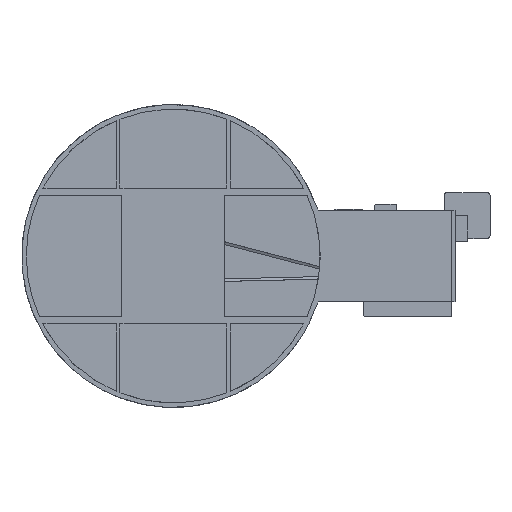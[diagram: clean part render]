
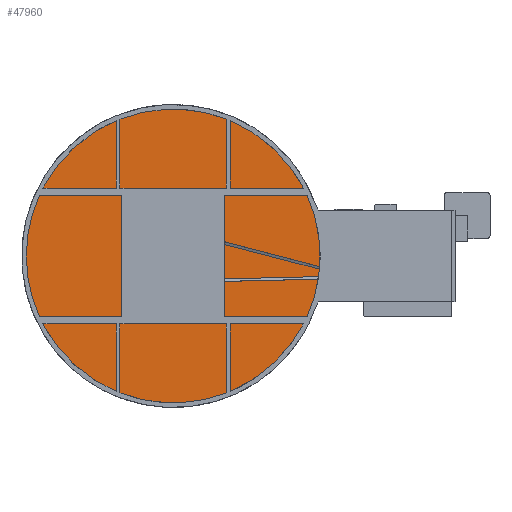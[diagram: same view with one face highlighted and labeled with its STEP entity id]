
A CAD part, front view. The second image highlights one B-rep face of the part: STEP entity #47960.
In plain terms, the highlighted free-form (B-spline) face has degree [1, 1] with [2, 2] control points.
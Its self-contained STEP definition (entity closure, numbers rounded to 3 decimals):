
#47667 = EDGE_CURVE('',#47668,#47668,#47670,.T.);
#47668 = VERTEX_POINT('',#47669);
#47669 = CARTESIAN_POINT('',(-262.611,129.199,
    -234.14));
#47670 = ( BOUNDED_CURVE() B_SPLINE_CURVE(2,(#47671,#47672,#47673,#47674
    ,#47675,#47676,#47677),.UNSPECIFIED.,.T.,.F.) 
B_SPLINE_CURVE_WITH_KNOTS((1,2,2,2,2,1),(-2.094,0.,
    2.094,4.189,6.283,8.378),
.UNSPECIFIED.) CURVE() GEOMETRIC_REPRESENTATION_ITEM() 
RATIONAL_B_SPLINE_CURVE((1.,0.5,1.,0.5,1.,0.5,1.)) REPRESENTATION_ITEM(
  '') );
#47671 = CARTESIAN_POINT('',(-262.611,129.199,
    -234.14));
#47672 = CARTESIAN_POINT('',(-253.683,129.199,
    -197.928));
#47673 = CARTESIAN_POINT('',(-226.786,129.199,
    -223.765));
#47674 = CARTESIAN_POINT('',(-199.889,129.199,
    -249.603));
#47675 = CARTESIAN_POINT('',(-235.714,129.199,
    -259.978));
#47676 = CARTESIAN_POINT('',(-271.538,129.199,
    -270.352));
#47677 = CARTESIAN_POINT('',(-262.611,129.199,
    -234.14));
#47704 = EDGE_CURVE('',#47705,#47705,#47707,.T.);
#47705 = VERTEX_POINT('',#47706);
#47706 = CARTESIAN_POINT('',(-417.196,129.199,
    -98.235));
#47707 = ( BOUNDED_CURVE() B_SPLINE_CURVE(2,(#47708,#47709,#47710,#47711
    ,#47712,#47713,#47714),.UNSPECIFIED.,.T.,.F.) 
B_SPLINE_CURVE_WITH_KNOTS((1,2,2,2,2,1),(-2.094,0.,
    2.094,4.189,6.283,8.378),
.UNSPECIFIED.) CURVE() GEOMETRIC_REPRESENTATION_ITEM() 
RATIONAL_B_SPLINE_CURVE((1.,0.5,1.,0.5,1.,0.5,1.)) REPRESENTATION_ITEM(
  '') );
#47708 = CARTESIAN_POINT('',(-417.196,129.199,
    -98.235));
#47709 = CARTESIAN_POINT('',(-451.967,129.199,
    -111.727));
#47710 = CARTESIAN_POINT('',(-446.266,129.199,
    -74.869));
#47711 = CARTESIAN_POINT('',(-440.566,129.199,
    -38.01));
#47712 = CARTESIAN_POINT('',(-411.496,129.199,
    -61.377));
#47713 = CARTESIAN_POINT('',(-382.426,129.199,
    -84.743));
#47714 = CARTESIAN_POINT('',(-417.196,129.199,
    -98.235));
#47741 = EDGE_CURVE('',#47742,#47742,#47744,.T.);
#47742 = VERTEX_POINT('',#47743);
#47743 = CARTESIAN_POINT('',(-390.571,129.199,
    144.351));
#47744 = ( BOUNDED_CURVE() B_SPLINE_CURVE(2,(#47745,#47746,#47747,#47748
    ,#47749,#47750,#47751),.UNSPECIFIED.,.T.,.F.) 
B_SPLINE_CURVE_WITH_KNOTS((1,2,2,2,2,1),(-2.094,0.,
    2.094,4.189,6.283,8.378),
.UNSPECIFIED.) CURVE() GEOMETRIC_REPRESENTATION_ITEM() 
RATIONAL_B_SPLINE_CURVE((1.,0.5,1.,0.5,1.,0.5,1.)) REPRESENTATION_ITEM(
  '') );
#47745 = CARTESIAN_POINT('',(-390.571,129.199,
    144.351));
#47746 = CARTESIAN_POINT('',(-419.641,129.199,
    167.717));
#47747 = CARTESIAN_POINT('',(-384.871,129.199,
    181.209));
#47748 = CARTESIAN_POINT('',(-350.1,129.199,
    194.701));
#47749 = CARTESIAN_POINT('',(-355.801,129.199,
    157.843));
#47750 = CARTESIAN_POINT('',(-361.501,129.199,
    120.985));
#47751 = CARTESIAN_POINT('',(-390.571,129.199,
    144.351));
#47778 = EDGE_CURVE('',#47779,#47779,#47781,.T.);
#47779 = VERTEX_POINT('',#47780);
#47780 = CARTESIAN_POINT('',(-167.173,129.199,
    242.586));
#47781 = ( BOUNDED_CURVE() B_SPLINE_CURVE(2,(#47782,#47783,#47784,#47785
    ,#47786,#47787,#47788),.UNSPECIFIED.,.T.,.F.) 
B_SPLINE_CURVE_WITH_KNOTS((1,2,2,2,2,1),(-2.094,0.,
    2.094,4.189,6.283,8.378),
.UNSPECIFIED.) CURVE() GEOMETRIC_REPRESENTATION_ITEM() 
RATIONAL_B_SPLINE_CURVE((1.,0.5,1.,0.5,1.,0.5,1.)) REPRESENTATION_ITEM(
  '') );
#47782 = CARTESIAN_POINT('',(-167.173,129.199,
    242.586));
#47783 = CARTESIAN_POINT('',(-161.473,129.199,
    279.444));
#47784 = CARTESIAN_POINT('',(-132.403,129.199,
    256.078));
#47785 = CARTESIAN_POINT('',(-103.333,129.199,
    232.712));
#47786 = CARTESIAN_POINT('',(-138.103,129.199,
    219.22));
#47787 = CARTESIAN_POINT('',(-172.874,129.199,
    205.727));
#47788 = CARTESIAN_POINT('',(-167.173,129.199,
    242.586));
#47815 = EDGE_CURVE('',#47816,#47816,#47818,.T.);
#47816 = VERTEX_POINT('',#47817);
#47817 = CARTESIAN_POINT('',(29.6,129.199,
    98.235));
#47818 = ( BOUNDED_CURVE() B_SPLINE_CURVE(2,(#47819,#47820,#47821,#47822
    ,#47823,#47824,#47825),.UNSPECIFIED.,.T.,.F.) 
B_SPLINE_CURVE_WITH_KNOTS((1,2,2,2,2,1),(-2.094,0.,
    2.094,4.189,6.283,8.378),
.UNSPECIFIED.) CURVE() GEOMETRIC_REPRESENTATION_ITEM() 
RATIONAL_B_SPLINE_CURVE((1.,0.5,1.,0.5,1.,0.5,1.)) REPRESENTATION_ITEM(
  '') );
#47819 = CARTESIAN_POINT('',(29.6,129.199,
    98.235));
#47820 = CARTESIAN_POINT('',(64.37,129.199,
    111.727));
#47821 = CARTESIAN_POINT('',(58.669,129.199,
    74.869));
#47822 = CARTESIAN_POINT('',(52.969,129.199,
    38.01));
#47823 = CARTESIAN_POINT('',(23.899,129.199,
    61.377));
#47824 = CARTESIAN_POINT('',(-5.171,129.199,
    84.743));
#47825 = CARTESIAN_POINT('',(29.6,129.199,
    98.235));
#47852 = EDGE_CURVE('',#47853,#47853,#47855,.T.);
#47853 = VERTEX_POINT('',#47854);
#47854 = CARTESIAN_POINT('',(-25.433,129.199,
    -176.663));
#47855 = ( BOUNDED_CURVE() B_SPLINE_CURVE(2,(#47856,#47857,#47858,#47859
    ,#47860,#47861,#47862),.UNSPECIFIED.,.T.,.F.) 
B_SPLINE_CURVE_WITH_KNOTS((1,2,2,2,2,1),(-2.094,0.,
    2.094,4.189,6.283,8.378),
.UNSPECIFIED.) CURVE() GEOMETRIC_REPRESENTATION_ITEM() 
RATIONAL_B_SPLINE_CURVE((1.,0.5,1.,0.5,1.,0.5,1.)) REPRESENTATION_ITEM(
  '') );
#47856 = CARTESIAN_POINT('',(-25.433,129.199,
    -176.663));
#47857 = CARTESIAN_POINT('',(-52.33,129.199,
    -150.826));
#47858 = CARTESIAN_POINT('',(-16.506,129.199,
    -140.451));
#47859 = CARTESIAN_POINT('',(19.319,129.199,
    -130.076));
#47860 = CARTESIAN_POINT('',(10.391,129.199,
    -166.289));
#47861 = CARTESIAN_POINT('',(1.464,129.199,
    -202.501));
#47862 = CARTESIAN_POINT('',(-25.433,129.199,
    -176.663));
#47927 = EDGE_CURVE('',#47928,#47928,#47930,.T.);
#47928 = VERTEX_POINT('',#47929);
#47929 = CARTESIAN_POINT('',(967.483,129.199,
    -232.482));
#47930 = ( BOUNDED_CURVE() B_SPLINE_CURVE(2,(#47931,#47932,#47933,#47934
    ,#47935,#47936,#47937),.UNSPECIFIED.,.T.,.F.) 
B_SPLINE_CURVE_WITH_KNOTS((1,2,2,2,2,1),(-2.094,0.,
    2.094,4.189,6.283,8.378),
.UNSPECIFIED.) CURVE() GEOMETRIC_REPRESENTATION_ITEM() 
RATIONAL_B_SPLINE_CURVE((1.,0.5,1.,0.5,1.,0.5,1.)) REPRESENTATION_ITEM(
  '') );
#47931 = CARTESIAN_POINT('',(967.483,129.199,
    -232.482));
#47932 = CARTESIAN_POINT('',(1370.153,129.199,
    1778.917));
#47933 = CARTESIAN_POINT('',(-573.104,129.199,
    1121.94));
#47934 = CARTESIAN_POINT('',(-2516.362,129.199,
    464.963));
#47935 = CARTESIAN_POINT('',(-975.774,129.199,
    -889.459));
#47936 = CARTESIAN_POINT('',(564.813,129.199,
    -2243.88));
#47937 = CARTESIAN_POINT('',(967.483,129.199,
    -232.482));
#47960 = ADVANCED_FACE('',(#47961,#47964,#47967,#47970,#47973,#47976,
    #47979),#47982,.F.);
#47961 = FACE_BOUND('',#47962,.F.);
#47962 = EDGE_LOOP('',(#47963));
#47963 = ORIENTED_EDGE('',*,*,#47927,.F.);
#47964 = FACE_BOUND('',#47965,.F.);
#47965 = EDGE_LOOP('',(#47966));
#47966 = ORIENTED_EDGE('',*,*,#47667,.F.);
#47967 = FACE_BOUND('',#47968,.F.);
#47968 = EDGE_LOOP('',(#47969));
#47969 = ORIENTED_EDGE('',*,*,#47704,.F.);
#47970 = FACE_BOUND('',#47971,.F.);
#47971 = EDGE_LOOP('',(#47972));
#47972 = ORIENTED_EDGE('',*,*,#47741,.F.);
#47973 = FACE_BOUND('',#47974,.F.);
#47974 = EDGE_LOOP('',(#47975));
#47975 = ORIENTED_EDGE('',*,*,#47778,.F.);
#47976 = FACE_BOUND('',#47977,.F.);
#47977 = EDGE_LOOP('',(#47978));
#47978 = ORIENTED_EDGE('',*,*,#47815,.F.);
#47979 = FACE_BOUND('',#47980,.F.);
#47980 = EDGE_LOOP('',(#47981));
#47981 = ORIENTED_EDGE('',*,*,#47852,.F.);
#47982 = B_SPLINE_SURFACE_WITH_KNOTS('',1,1,(
    (#47983,#47984)
    ,(#47985,#47986
  )),.UNSPECIFIED.,.F.,.F.,.F.,(2,2),(2,2),(-825.,825.),(-825.
    ,825.),.PIECEWISE_BEZIER_KNOTS.);
#47983 = CARTESIAN_POINT('',(-1122.599,129.199,
    1393.763));
#47984 = CARTESIAN_POINT('',(-1587.562,129.199,
    -928.8));
#47985 = CARTESIAN_POINT('',(1199.965,129.199,
    928.8));
#47986 = CARTESIAN_POINT('',(735.002,129.199,
    -1393.763));
